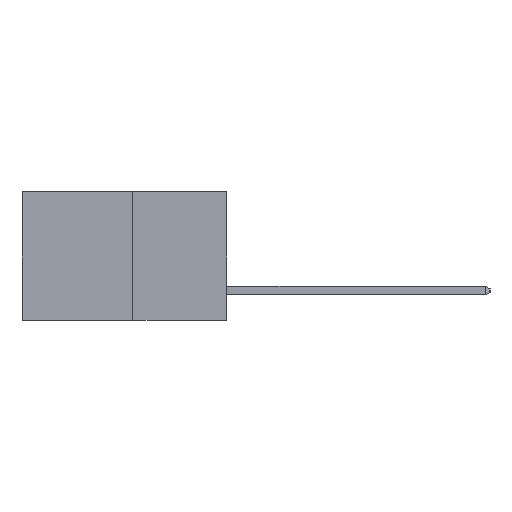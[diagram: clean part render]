
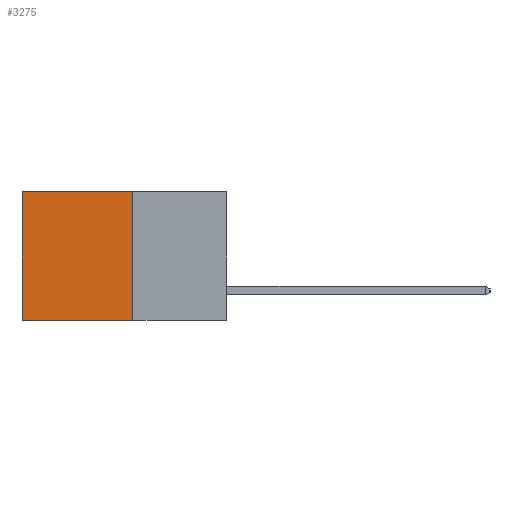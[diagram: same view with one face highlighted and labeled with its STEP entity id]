
A CAD part, left-side view. The second image highlights one B-rep face of the part: STEP entity #3275.
In plain terms, the highlighted planar face has unit normal (-1, 0, 0).
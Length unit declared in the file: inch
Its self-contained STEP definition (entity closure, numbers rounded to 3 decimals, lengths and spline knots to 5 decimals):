
#374 = VECTOR ( 'NONE', #9932, 39.37008 ) ;
#697 = CARTESIAN_POINT ( 'NONE',  ( 0.277, 0.27, -0.37 ) ) ;
#828 = LINE ( 'NONE', #9843, #6945 ) ;
#874 = CARTESIAN_POINT ( 'NONE',  ( 0.277, 0.59, -0.37 ) ) ;
#990 = VECTOR ( 'NONE', #6336, 39.37008 ) ;
#992 = EDGE_LOOP ( 'NONE', ( #9543, #1249, #3539, #5705 ) ) ;
#1249 = ORIENTED_EDGE ( 'NONE', *, *, #7356, .F. ) ;
#2042 = CARTESIAN_POINT ( 'NONE',  ( 0.277, 0.27, 0. ) ) ;
#2082 = VERTEX_POINT ( 'NONE', #2042 ) ;
#2511 = DIRECTION ( 'NONE',  ( 1., 0., 0. ) ) ;
#2749 = DIRECTION ( 'NONE',  ( 0., 0., -1. ) ) ;
#2983 = LINE ( 'NONE', #6347, #990 ) ;
#3028 = EDGE_CURVE ( 'NONE', #5612, #8331, #6523, .T. ) ;
#3074 = VECTOR ( 'NONE', #9222, 39.37008 ) ;
#3275 = ADVANCED_FACE ( 'NONE', ( #9283 ), #4312, .F. ) ;
#3348 = CARTESIAN_POINT ( 'NONE',  ( 0.277, 0.59, 0. ) ) ;
#3539 = ORIENTED_EDGE ( 'NONE', *, *, #5091, .F. ) ;
#4312 = PLANE ( 'NONE',  #8443 ) ;
#5091 = EDGE_CURVE ( 'NONE', #2082, #7641, #2983, .T. ) ;
#5612 = VERTEX_POINT ( 'NONE', #3348 ) ;
#5705 = ORIENTED_EDGE ( 'NONE', *, *, #6242, .T. ) ;
#6242 = EDGE_CURVE ( 'NONE', #2082, #5612, #828, .T. ) ;
#6336 = DIRECTION ( 'NONE',  ( 0., 0., -1. ) ) ;
#6347 = CARTESIAN_POINT ( 'NONE',  ( 0.277, 0.27, -0.37 ) ) ;
#6519 = CARTESIAN_POINT ( 'NONE',  ( 0.277, 0.27, -0.37 ) ) ;
#6523 = LINE ( 'NONE', #8464, #374 ) ;
#6945 = VECTOR ( 'NONE', #9354, 39.37008 ) ;
#7356 = EDGE_CURVE ( 'NONE', #7641, #8331, #9401, .T. ) ;
#7641 = VERTEX_POINT ( 'NONE', #697 ) ;
#8331 = VERTEX_POINT ( 'NONE', #874 ) ;
#8443 = AXIS2_PLACEMENT_3D ( 'NONE', #6519, #2511, #2749 ) ;
#8464 = CARTESIAN_POINT ( 'NONE',  ( 0.277, 0.59, -0.37 ) ) ;
#8495 = CARTESIAN_POINT ( 'NONE',  ( 0.277, 0.27, -0.37 ) ) ;
#9222 = DIRECTION ( 'NONE',  ( 0., 1., 0. ) ) ;
#9283 = FACE_OUTER_BOUND ( 'NONE', #992, .T. ) ;
#9354 = DIRECTION ( 'NONE',  ( 0., 1., 0. ) ) ;
#9401 = LINE ( 'NONE', #8495, #3074 ) ;
#9543 = ORIENTED_EDGE ( 'NONE', *, *, #3028, .T. ) ;
#9843 = CARTESIAN_POINT ( 'NONE',  ( 0.277, 0.27, 0. ) ) ;
#9932 = DIRECTION ( 'NONE',  ( 0., 0., -1. ) ) ;
